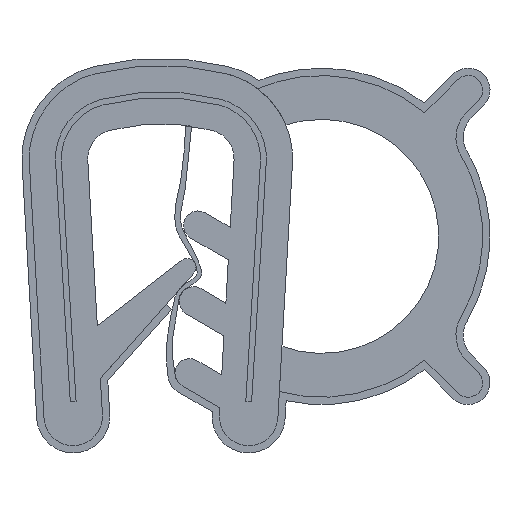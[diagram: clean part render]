
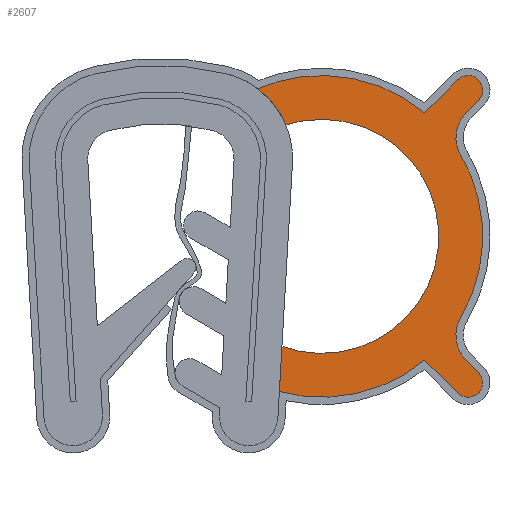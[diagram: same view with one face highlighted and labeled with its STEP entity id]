
A CAD part, front view. The second image highlights one B-rep face of the part: STEP entity #2607.
In plain terms, the highlighted free-form (B-spline) face has degree [1, 1] with [2, 2] control points.
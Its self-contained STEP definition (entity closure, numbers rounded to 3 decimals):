
#2418=CARTESIAN_POINT('',(2.929,0.0,-0.047));
#2419=CARTESIAN_POINT('',(11.384,0.0,-0.047));
#2420=CARTESIAN_POINT('',(2.929,0.0,-12.145));
#2421=CARTESIAN_POINT('',(11.384,0.0,-12.145));
#2422=B_SPLINE_SURFACE_WITH_KNOTS('',1,1,((#2418,#2420),(#2419,#2421)),.UNSPECIFIED.,.F.,.F.,.U.,(2,2),(2,2),(0.0,8.455),(0.0,12.099),.UNSPECIFIED.);
#2423=CARTESIAN_POINT('',(10.146,0.0,-0.742));
#2424=VERTEX_POINT('',#2423);
#2425=CARTESIAN_POINT('',(9.019,0.0,-1.869));
#2426=VERTEX_POINT('',#2425);
#2427=CARTESIAN_POINT('',(10.146,0.0,-0.742));
#2428=CARTESIAN_POINT('',(9.019,0.0,-1.869));
#2429=QUASI_UNIFORM_CURVE('',1,(#2427,#2428),.UNSPECIFIED.,.F.,.U.);
#2430=EDGE_CURVE('',#2424,#2426,#2429,.T.);
#2431=ORIENTED_EDGE('',*,*,#2430,.T.);
#2432=CARTESIAN_POINT('',(3.313,0.0,-1.05));
#2433=VERTEX_POINT('',#2432);
#2434=CARTESIAN_POINT('',(9.019,0.0,-1.869));
#2435=CARTESIAN_POINT('',(6.419,0.0,0.296));
#2436=CARTESIAN_POINT('',(3.313,0.0,-1.05));
#2444=(BOUNDED_CURVE()B_SPLINE_CURVE(2,(#2434,#2435,#2436),.UNSPECIFIED.,.F.,.U.)CURVE()GEOMETRIC_REPRESENTATION_ITEM()QUASI_UNIFORM_CURVE()RATIONAL_B_SPLINE_CURVE((1.0,0.852,1.0))REPRESENTATION_ITEM(''));
#2445=EDGE_CURVE('',#2426,#2433,#2444,.T.);
#2446=ORIENTED_EDGE('',*,*,#2445,.T.);
#2447=CARTESIAN_POINT('',(4.272,0.0,-2.289));
#2448=VERTEX_POINT('',#2447);
#2449=CARTESIAN_POINT('',(4.272,0.0,-2.289));
#2450=CARTESIAN_POINT('',(3.96,0.0,-1.54));
#2451=CARTESIAN_POINT('',(3.313,0.0,-1.05));
#2459=(BOUNDED_CURVE()B_SPLINE_CURVE(2,(#2449,#2450,#2451),.UNSPECIFIED.,.F.,.U.)CURVE()GEOMETRIC_REPRESENTATION_ITEM()QUASI_UNIFORM_CURVE()RATIONAL_B_SPLINE_CURVE((1.0,0.965,1.0))REPRESENTATION_ITEM(''));
#2460=EDGE_CURVE('',#2448,#2433,#2459,.T.);
#2461=ORIENTED_EDGE('',*,*,#2460,.F.);
#2462=CARTESIAN_POINT('',(4.138,0.0,-9.857));
#2463=VERTEX_POINT('',#2462);
#2464=CARTESIAN_POINT('',(4.138,0.0,-9.857));
#2465=CARTESIAN_POINT('',(6.9,0.0,-10.858));
#2466=CARTESIAN_POINT('',(8.681,0.0,-8.521));
#2467=CARTESIAN_POINT('',(10.462,0.0,-6.184));
#2468=CARTESIAN_POINT('',(8.765,0.0,-3.785));
#2469=CARTESIAN_POINT('',(7.068,0.0,-1.387));
#2470=CARTESIAN_POINT('',(4.272,0.0,-2.289));
#2478=(BOUNDED_CURVE()B_SPLINE_CURVE(2,(#2464,#2465,#2466,#2467,#2468,#2469,#2470),.UNSPECIFIED.,.F.,.U.)B_SPLINE_CURVE_WITH_KNOTS((3,2,2,3),(0.0,0.333,0.667,1.0),.UNSPECIFIED.)CURVE()GEOMETRIC_REPRESENTATION_ITEM()RATIONAL_B_SPLINE_CURVE((1.0,0.806,1.0,0.806,1.0,0.806,1.0))REPRESENTATION_ITEM(''));
#2479=EDGE_CURVE('',#2463,#2448,#2478,.T.);
#2480=ORIENTED_EDGE('',*,*,#2479,.F.);
#2481=CARTESIAN_POINT('',(4.049,0.0,-11.401));
#2482=VERTEX_POINT('',#2481);
#2483=CARTESIAN_POINT('',(4.138,0.0,-9.857));
#2484=CARTESIAN_POINT('',(4.049,0.0,-11.401));
#2485=QUASI_UNIFORM_CURVE('',1,(#2483,#2484),.UNSPECIFIED.,.F.,.U.);
#2486=EDGE_CURVE('',#2463,#2482,#2485,.T.);
#2487=ORIENTED_EDGE('',*,*,#2486,.T.);
#2488=CARTESIAN_POINT('',(9.019,0.0,-10.323));
#2489=VERTEX_POINT('',#2488);
#2490=CARTESIAN_POINT('',(4.049,0.0,-11.401));
#2491=CARTESIAN_POINT('',(6.815,0.0,-12.158));
#2492=CARTESIAN_POINT('',(9.019,0.0,-10.323));
#2500=(BOUNDED_CURVE()B_SPLINE_CURVE(2,(#2490,#2491,#2492),.UNSPECIFIED.,.F.,.U.)CURVE()GEOMETRIC_REPRESENTATION_ITEM()QUASI_UNIFORM_CURVE()RATIONAL_B_SPLINE_CURVE((1.0,0.887,1.0))REPRESENTATION_ITEM(''));
#2501=EDGE_CURVE('',#2482,#2489,#2500,.T.);
#2502=ORIENTED_EDGE('',*,*,#2501,.T.);
#2503=CARTESIAN_POINT('',(10.146,0.0,-11.45));
#2504=VERTEX_POINT('',#2503);
#2505=CARTESIAN_POINT('',(9.019,0.0,-10.323));
#2506=CARTESIAN_POINT('',(10.146,0.0,-11.45));
#2507=QUASI_UNIFORM_CURVE('',1,(#2505,#2506),.UNSPECIFIED.,.F.,.U.);
#2508=EDGE_CURVE('',#2489,#2504,#2507,.T.);
#2509=ORIENTED_EDGE('',*,*,#2508,.T.);
#2510=CARTESIAN_POINT('',(10.854,0.0,-10.742));
#2511=VERTEX_POINT('',#2510);
#2512=CARTESIAN_POINT('',(10.146,0.0,-11.45));
#2513=CARTESIAN_POINT('',(10.351,0.0,-11.654));
#2514=CARTESIAN_POINT('',(10.629,0.0,-11.579));
#2515=CARTESIAN_POINT('',(10.908,0.0,-11.504));
#2516=CARTESIAN_POINT('',(10.983,0.0,-11.225));
#2517=CARTESIAN_POINT('',(11.058,0.0,-10.947));
#2518=CARTESIAN_POINT('',(10.854,0.0,-10.742));
#2526=(BOUNDED_CURVE()B_SPLINE_CURVE(2,(#2512,#2513,#2514,#2515,#2516,#2517,#2518),.UNSPECIFIED.,.F.,.U.)B_SPLINE_CURVE_WITH_KNOTS((3,2,2,3),(0.0,0.333,0.667,1.0),.UNSPECIFIED.)CURVE()GEOMETRIC_REPRESENTATION_ITEM()RATIONAL_B_SPLINE_CURVE((1.0,0.866,1.0,0.866,1.0,0.866,1.0))REPRESENTATION_ITEM(''));
#2527=EDGE_CURVE('',#2504,#2511,#2526,.T.);
#2528=ORIENTED_EDGE('',*,*,#2527,.T.);
#2529=CARTESIAN_POINT('',(10.436,0.0,-10.325));
#2530=VERTEX_POINT('',#2529);
#2531=CARTESIAN_POINT('',(10.854,0.0,-10.742));
#2532=CARTESIAN_POINT('',(10.436,0.0,-10.325));
#2533=QUASI_UNIFORM_CURVE('',1,(#2531,#2532),.UNSPECIFIED.,.F.,.U.);
#2534=EDGE_CURVE('',#2511,#2530,#2533,.T.);
#2535=ORIENTED_EDGE('',*,*,#2534,.T.);
#2536=CARTESIAN_POINT('',(10.249,0.0,-8.871));
#2537=VERTEX_POINT('',#2536);
#2538=CARTESIAN_POINT('',(10.249,0.0,-8.871));
#2539=CARTESIAN_POINT('',(9.781,0.0,-9.67));
#2540=CARTESIAN_POINT('',(10.436,0.0,-10.325));
#2548=(BOUNDED_CURVE()B_SPLINE_CURVE(2,(#2538,#2539,#2540),.UNSPECIFIED.,.F.,.U.)CURVE()GEOMETRIC_REPRESENTATION_ITEM()QUASI_UNIFORM_CURVE()RATIONAL_B_SPLINE_CURVE((1.0,0.792,1.0))REPRESENTATION_ITEM(''));
#2549=EDGE_CURVE('',#2537,#2530,#2548,.T.);
#2550=ORIENTED_EDGE('',*,*,#2549,.F.);
#2551=CARTESIAN_POINT('',(10.249,0.0,-3.321));
#2552=VERTEX_POINT('',#2551);
#2553=CARTESIAN_POINT('',(10.249,0.0,-8.871));
#2554=CARTESIAN_POINT('',(11.87,0.0,-6.096));
#2555=CARTESIAN_POINT('',(10.249,0.0,-3.321));
#2563=(BOUNDED_CURVE()B_SPLINE_CURVE(2,(#2553,#2554,#2555),.UNSPECIFIED.,.F.,.U.)CURVE()GEOMETRIC_REPRESENTATION_ITEM()QUASI_UNIFORM_CURVE()RATIONAL_B_SPLINE_CURVE((1.0,0.863,1.0))REPRESENTATION_ITEM(''));
#2564=EDGE_CURVE('',#2537,#2552,#2563,.T.);
#2565=ORIENTED_EDGE('',*,*,#2564,.T.);
#2566=CARTESIAN_POINT('',(10.436,0.0,-1.867));
#2567=VERTEX_POINT('',#2566);
#2568=CARTESIAN_POINT('',(10.436,0.0,-1.867));
#2569=CARTESIAN_POINT('',(9.781,0.0,-2.522));
#2570=CARTESIAN_POINT('',(10.249,0.0,-3.321));
#2578=(BOUNDED_CURVE()B_SPLINE_CURVE(2,(#2568,#2569,#2570),.UNSPECIFIED.,.F.,.U.)CURVE()GEOMETRIC_REPRESENTATION_ITEM()QUASI_UNIFORM_CURVE()RATIONAL_B_SPLINE_CURVE((1.0,0.792,1.0))REPRESENTATION_ITEM(''));
#2579=EDGE_CURVE('',#2567,#2552,#2578,.T.);
#2580=ORIENTED_EDGE('',*,*,#2579,.F.);
#2581=CARTESIAN_POINT('',(10.854,0.0,-1.45));
#2582=VERTEX_POINT('',#2581);
#2583=CARTESIAN_POINT('',(10.436,0.0,-1.867));
#2584=CARTESIAN_POINT('',(10.854,0.0,-1.45));
#2585=QUASI_UNIFORM_CURVE('',1,(#2583,#2584),.UNSPECIFIED.,.F.,.U.);
#2586=EDGE_CURVE('',#2567,#2582,#2585,.T.);
#2587=ORIENTED_EDGE('',*,*,#2586,.T.);
#2588=CARTESIAN_POINT('',(10.854,0.0,-1.45));
#2589=CARTESIAN_POINT('',(11.058,0.0,-1.245));
#2590=CARTESIAN_POINT('',(10.983,0.0,-0.967));
#2591=CARTESIAN_POINT('',(10.908,0.0,-0.688));
#2592=CARTESIAN_POINT('',(10.629,0.0,-0.613));
#2593=CARTESIAN_POINT('',(10.351,0.0,-0.538));
#2594=CARTESIAN_POINT('',(10.146,0.0,-0.742));
#2602=(BOUNDED_CURVE()B_SPLINE_CURVE(2,(#2588,#2589,#2590,#2591,#2592,#2593,#2594),.UNSPECIFIED.,.F.,.U.)B_SPLINE_CURVE_WITH_KNOTS((3,2,2,3),(0.0,0.333,0.667,1.0),.UNSPECIFIED.)CURVE()GEOMETRIC_REPRESENTATION_ITEM()RATIONAL_B_SPLINE_CURVE((1.0,0.866,1.0,0.866,1.0,0.866,1.0))REPRESENTATION_ITEM(''));
#2603=EDGE_CURVE('',#2582,#2424,#2602,.T.);
#2604=ORIENTED_EDGE('',*,*,#2603,.T.);
#2605=EDGE_LOOP('',(#2431,#2446,#2461,#2480,#2487,#2502,#2509,#2528,#2535,#2550,#2565,#2580,#2587,#2604));
#2606=FACE_OUTER_BOUND('',#2605,.T.);
#2607=ADVANCED_FACE('',(#2606),#2422,.F.);
